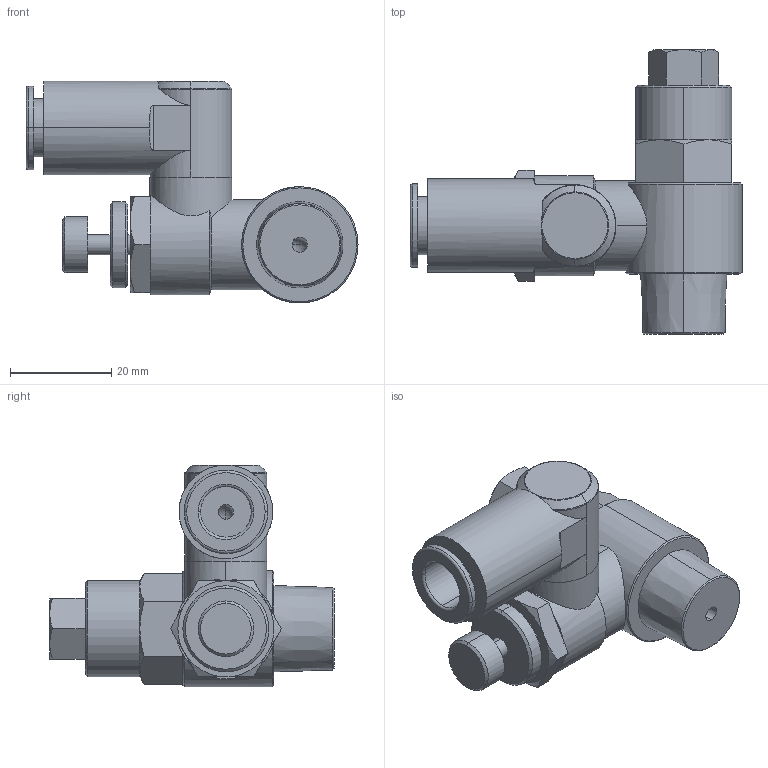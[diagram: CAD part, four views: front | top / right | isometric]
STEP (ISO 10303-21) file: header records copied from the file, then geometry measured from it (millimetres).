
FILE_DESCRIPTION (( 'STEP AP214' ), '1' );
FILE_NAME ('ASP530F-03-10S.step.step', '2011-10-05T15:21:31', ( 'SysAdmin' ), ( 'SolidWorks' ), 'SwSTEP 2.0', 'SolidWorks 2011', '' );
FILE_SCHEMA (( 'AUTOMOTIVE_DESIGN' ));
Length unit declared in the file: millimetre
Products named in the file (3): ASP530F-03-10S.step_ASP3153 Body_5-03-10; ASP530F-03-10S.step_ASP3153 Uni Arm_5-03-10; ASP530F-03-10S.step
Assembly tree (2 placements, depth 2):
  ASP530F-03-10S.step
    ASP530F-03-10S.step_ASP3153 Body_5-03-10
    ASP530F-03-10S.step_ASP3153 Uni Arm_5-03-10
Bounding box: 65.6 x 56.2 x 43.85 mm (x, y, z)
Volume: 32990.4 mm3; surface area: 11662 mm2
Topology: 2 solids, 2 shells, 161 faces, 371 edges, 221 vertices
Faces by surface type: plane 53, cylinder 46, cone 44, torus 16, bspline 2
Entity records: 5717 total; most frequent: CARTESIAN_POINT 1328, DIRECTION 808, ORIENTED_EDGE 734, EDGE_CURVE 367, AXIS2_PLACEMENT_3D 339, VERTEX_POINT 221, EDGE_LOOP 176, CIRCLE 175
